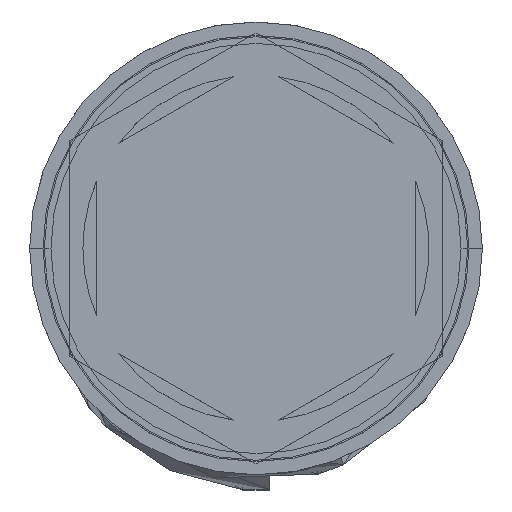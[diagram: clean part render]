
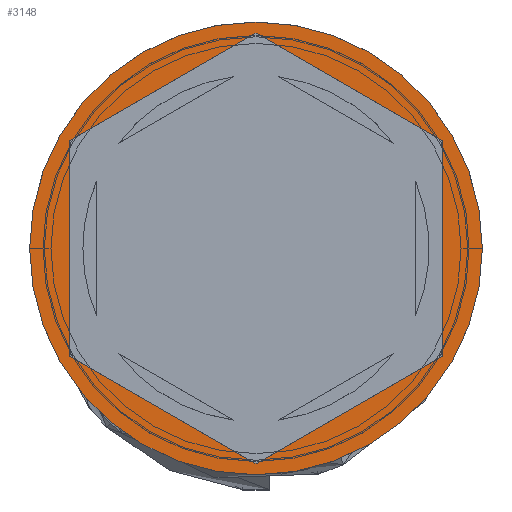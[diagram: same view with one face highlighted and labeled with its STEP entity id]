
A CAD part, top view. The second image highlights one B-rep face of the part: STEP entity #3148.
In plain terms, the highlighted planar face has unit normal (0, 0, 1).
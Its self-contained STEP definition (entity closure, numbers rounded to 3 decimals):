
#373 = CARTESIAN_POINT ( 'NONE',  ( 0., -8.083, 0. ) ) ;
#443 = CARTESIAN_POINT ( 'NONE',  ( -7., -4.041, 0. ) ) ;
#486 = EDGE_CURVE ( 'NONE', #3572, #1490, #2307, .T. ) ;
#530 = EDGE_CURVE ( 'NONE', #1490, #1164, #1140, .T. ) ;
#578 = CARTESIAN_POINT ( 'NONE',  ( 7., -4.041, 0. ) ) ;
#765 = CARTESIAN_POINT ( 'NONE',  ( 0., 0., 0. ) ) ;
#808 = EDGE_LOOP ( 'NONE', ( #4282, #1193 ) ) ;
#863 = VERTEX_POINT ( 'NONE', #2970 ) ;
#876 = CARTESIAN_POINT ( 'NONE',  ( 0., 0., 0. ) ) ;
#927 = EDGE_LOOP ( 'NONE', ( #3422, #2600, #2057, #1545, #4259, #4204 ) ) ;
#1050 = VECTOR ( 'NONE', #1841, 1000. ) ;
#1119 = LINE ( 'NONE', #3272, #1721 ) ;
#1140 = LINE ( 'NONE', #2525, #1050 ) ;
#1163 = LINE ( 'NONE', #443, #2300 ) ;
#1164 = VERTEX_POINT ( 'NONE', #2787 ) ;
#1193 = ORIENTED_EDGE ( 'NONE', *, *, #2343, .T. ) ;
#1207 = DIRECTION ( 'NONE',  ( 0., 0., 1. ) ) ;
#1283 = AXIS2_PLACEMENT_3D ( 'NONE', #765, #2151, #3537 ) ;
#1475 = CARTESIAN_POINT ( 'NONE',  ( 0., -8.083, 0. ) ) ;
#1490 = VERTEX_POINT ( 'NONE', #3822 ) ;
#1545 = ORIENTED_EDGE ( 'NONE', *, *, #2738, .F. ) ;
#1609 = VERTEX_POINT ( 'NONE', #2942 ) ;
#1650 = AXIS2_PLACEMENT_3D ( 'NONE', #876, #4031, #3603 ) ;
#1721 = VECTOR ( 'NONE', #4205, 1000. ) ;
#1725 = VECTOR ( 'NONE', #3526, 1000. ) ;
#1804 = DIRECTION ( 'NONE',  ( 0.866, -0.5, 0. ) ) ;
#1841 = DIRECTION ( 'NONE',  ( -0.866, 0.5, 0. ) ) ;
#1862 = DIRECTION ( 'NONE',  ( 0.866, 0.5, 0. ) ) ;
#1954 = CARTESIAN_POINT ( 'NONE',  ( -8.5, 0., 0. ) ) ;
#2057 = ORIENTED_EDGE ( 'NONE', *, *, #2737, .F. ) ;
#2075 = CIRCLE ( 'NONE', #4382, 8.5 ) ;
#2138 = LINE ( 'NONE', #3911, #1725 ) ;
#2151 = DIRECTION ( 'NONE',  ( 0., 0., 1. ) ) ;
#2186 = EDGE_CURVE ( 'NONE', #863, #1609, #1119, .T. ) ;
#2281 = VECTOR ( 'NONE', #3348, 1000. ) ;
#2298 = CARTESIAN_POINT ( 'NONE',  ( 8.5, 0., 0. ) ) ;
#2299 = VERTEX_POINT ( 'NONE', #1954 ) ;
#2300 = VECTOR ( 'NONE', #1804, 1000. ) ;
#2307 = LINE ( 'NONE', #578, #2281 ) ;
#2343 = EDGE_CURVE ( 'NONE', #2299, #2440, #2075, .T. ) ;
#2440 = VERTEX_POINT ( 'NONE', #2298 ) ;
#2502 = LINE ( 'NONE', #1475, #2730 ) ;
#2525 = CARTESIAN_POINT ( 'NONE',  ( 7., 4.041, 0. ) ) ;
#2530 = VERTEX_POINT ( 'NONE', #373 ) ;
#2598 = CARTESIAN_POINT ( 'NONE',  ( 7., -4.041, 0. ) ) ;
#2600 = ORIENTED_EDGE ( 'NONE', *, *, #486, .F. ) ;
#2645 = PLANE ( 'NONE',  #1650 ) ;
#2682 = CARTESIAN_POINT ( 'NONE',  ( 0., 0., 0. ) ) ;
#2730 = VECTOR ( 'NONE', #1862, 1000. ) ;
#2737 = EDGE_CURVE ( 'NONE', #2530, #3572, #2502, .T. ) ;
#2738 = EDGE_CURVE ( 'NONE', #1609, #2530, #1163, .T. ) ;
#2787 = CARTESIAN_POINT ( 'NONE',  ( 0., 8.083, 0. ) ) ;
#2923 = EDGE_CURVE ( 'NONE', #1164, #863, #2138, .T. ) ;
#2942 = CARTESIAN_POINT ( 'NONE',  ( -7., -4.041, 0. ) ) ;
#2970 = CARTESIAN_POINT ( 'NONE',  ( -7., 4.041, 0. ) ) ;
#3148 = ADVANCED_FACE ( 'NONE', ( #3989, #3696 ), #2645, .T. ) ;
#3232 = EDGE_CURVE ( 'NONE', #2440, #2299, #3244, .T. ) ;
#3244 = CIRCLE ( 'NONE', #1283, 8.5 ) ;
#3272 = CARTESIAN_POINT ( 'NONE',  ( -7., 4.041, 0. ) ) ;
#3348 = DIRECTION ( 'NONE',  ( 0., 1., 0. ) ) ;
#3422 = ORIENTED_EDGE ( 'NONE', *, *, #530, .F. ) ;
#3526 = DIRECTION ( 'NONE',  ( -0.866, -0.5, 0. ) ) ;
#3537 = DIRECTION ( 'NONE',  ( 1., 0., 0. ) ) ;
#3572 = VERTEX_POINT ( 'NONE', #2598 ) ;
#3603 = DIRECTION ( 'NONE',  ( 1., 0., 0. ) ) ;
#3696 = FACE_OUTER_BOUND ( 'NONE', #808, .T. ) ;
#3822 = CARTESIAN_POINT ( 'NONE',  ( 7., 4.041, 0. ) ) ;
#3911 = CARTESIAN_POINT ( 'NONE',  ( 0., 8.083, 0. ) ) ;
#3989 = FACE_BOUND ( 'NONE', #927, .T. ) ;
#3998 = DIRECTION ( 'NONE',  ( 1., 0., 0. ) ) ;
#4031 = DIRECTION ( 'NONE',  ( 0., 0., 1. ) ) ;
#4204 = ORIENTED_EDGE ( 'NONE', *, *, #2923, .F. ) ;
#4205 = DIRECTION ( 'NONE',  ( 0., -1., 0. ) ) ;
#4259 = ORIENTED_EDGE ( 'NONE', *, *, #2186, .F. ) ;
#4282 = ORIENTED_EDGE ( 'NONE', *, *, #3232, .T. ) ;
#4382 = AXIS2_PLACEMENT_3D ( 'NONE', #2682, #1207, #3998 ) ;
